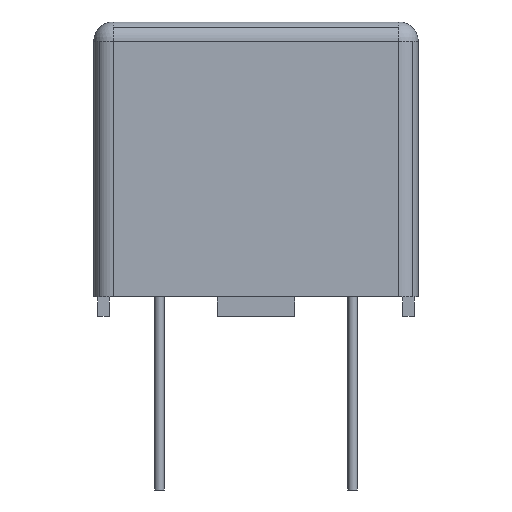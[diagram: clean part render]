
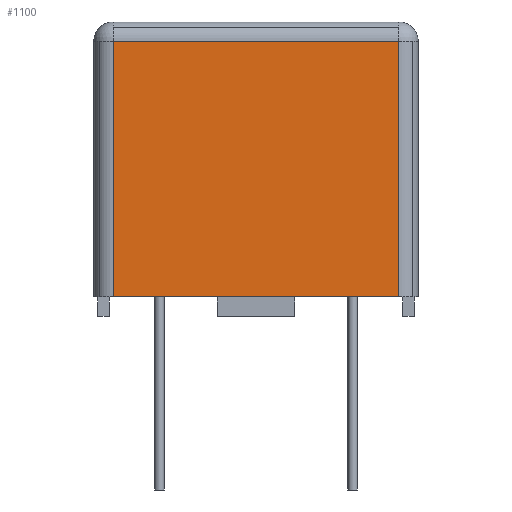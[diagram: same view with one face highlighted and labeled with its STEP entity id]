
A CAD part, front view. The second image highlights one B-rep face of the part: STEP entity #1100.
In plain terms, the highlighted planar face has unit normal (0, -1, 0).
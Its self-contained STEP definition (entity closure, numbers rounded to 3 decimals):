
#546=CARTESIAN_POINT('',(-3.7,-1.97,0.5));
#547=VERTEX_POINT('',#546);
#555=CARTESIAN_POINT('',(-3.7,-1.97,7.12));
#556=VERTEX_POINT('',#555);
#557=CARTESIAN_POINT('',(-3.7,-1.97,0.5));
#558=DIRECTION('',(0.0,0.0,1.0));
#559=VECTOR('',#558,6.62);
#560=LINE('',#557,#559);
#561=EDGE_CURVE('',#547,#556,#560,.T.);
#950=CARTESIAN_POINT('',(3.7,-1.97,0.5));
#951=VERTEX_POINT('',#950);
#952=CARTESIAN_POINT('',(-3.7,-1.97,0.5));
#953=DIRECTION('',(1.0,0.0,0.0));
#954=VECTOR('',#953,7.4);
#955=LINE('',#952,#954);
#956=EDGE_CURVE('',#547,#951,#955,.T.);
#1077=CARTESIAN_POINT('',(4.2,-1.97,0.0));
#1078=DIRECTION('',(0.0,-1.0,0.0));
#1079=DIRECTION('',(0.0,0.0,-1.0));
#1080=AXIS2_PLACEMENT_3D('',#1077,#1078,#1079);
#1081=PLANE('',#1080);
#1082=ORIENTED_EDGE('',*,*,#956,.T.);
#1083=CARTESIAN_POINT('',(3.7,-1.97,7.12));
#1084=VERTEX_POINT('',#1083);
#1085=CARTESIAN_POINT('',(3.7,-1.97,7.12));
#1086=DIRECTION('',(0.0,0.0,-1.0));
#1087=VECTOR('',#1086,6.62);
#1088=LINE('',#1085,#1087);
#1089=EDGE_CURVE('',#1084,#951,#1088,.T.);
#1090=ORIENTED_EDGE('',*,*,#1089,.F.);
#1091=CARTESIAN_POINT('',(-3.7,-1.97,7.12));
#1092=DIRECTION('',(1.0,0.0,0.0));
#1093=VECTOR('',#1092,7.4);
#1094=LINE('',#1091,#1093);
#1095=EDGE_CURVE('',#556,#1084,#1094,.T.);
#1096=ORIENTED_EDGE('',*,*,#1095,.F.);
#1097=ORIENTED_EDGE('',*,*,#561,.F.);
#1098=EDGE_LOOP('',(#1082,#1090,#1096,#1097));
#1099=FACE_OUTER_BOUND('',#1098,.T.);
#1100=ADVANCED_FACE('',(#1099),#1081,.T.);
